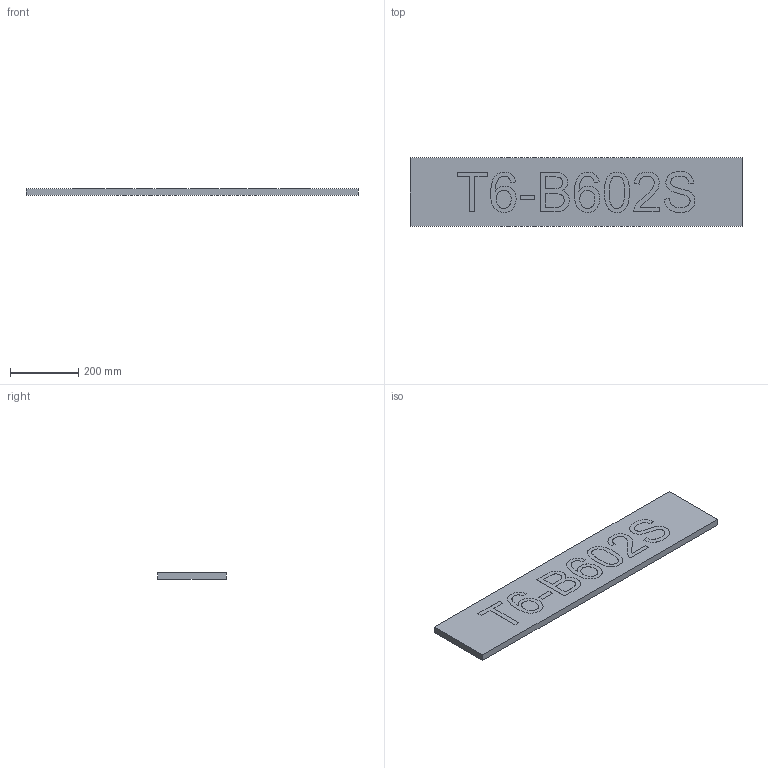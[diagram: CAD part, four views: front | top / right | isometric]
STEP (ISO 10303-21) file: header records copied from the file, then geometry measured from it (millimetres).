
FILE_DESCRIPTION(/* description */ ('Unknown','CAx-IF Rec.Pracs.---Representation and Presentation of Product Manufacturing Information (PMI)---4.0---2014-10-13','CAx-IF Rec.Pracs.---3D Tessellated Geometry---0.4---2014-09-14','2;1'),/* implementation_level */ '2;1');
FILE_NAME(/* name */ 'CEDULE_3',/* time_stamp */ '2023-04-20T16:06:16+02:00',/* author */ ('Unknown'),/* organization */ ('Unknown'),/* preprocessor_version */ 'ST-DEVELOPER v18.102',/* originating_system */ 'Solid Edge',/* authorisation */ 'Unknown');
FILE_SCHEMA (('AP242_MANAGED_MODEL_BASED_3D_ENGINEERING_MIM_LF { 1 0 10303 442 1 1 4 }'));
Length unit declared in the file: millimetre
Products named in the file (1): CEDULE_3
Bounding box: 970 x 200 x 20 mm (x, y, z)
Volume: 3877505.2 mm3; surface area: 436800.3 mm2
Topology: 1 solids, 1 shells, 75 faces, 180 edges, 120 vertices
Faces by surface type: plane 42, bspline 33
Entity records: 5785 total; most frequent: CARTESIAN_POINT 3804, ORIENTED_EDGE 360, EDGE_CURVE 180, DIRECTION 156, VERTEX_POINT 120, B_SPLINE_CURVE_WITH_KNOTS 112, EDGE_LOOP 88, FACE_BOUND 88
